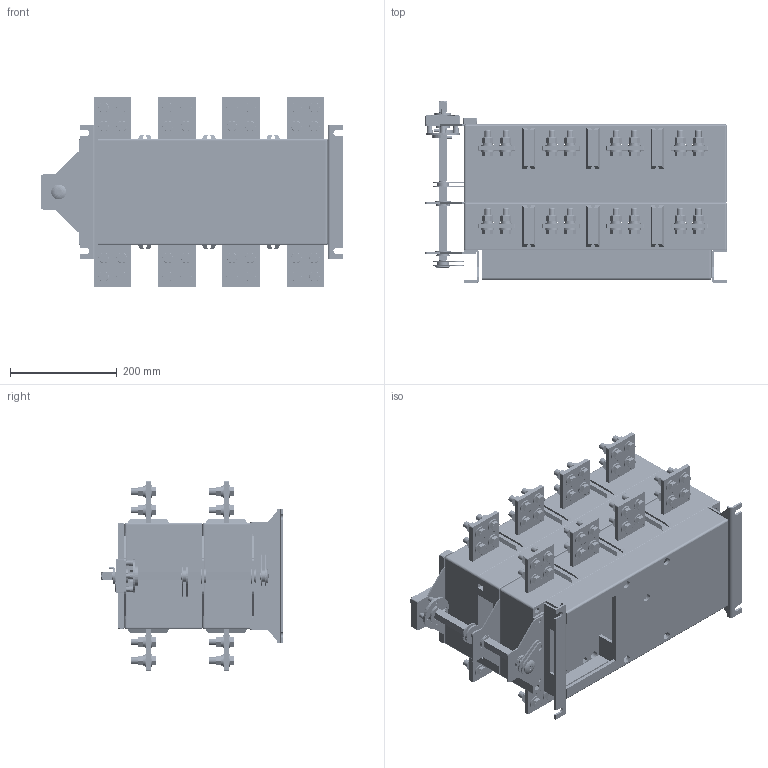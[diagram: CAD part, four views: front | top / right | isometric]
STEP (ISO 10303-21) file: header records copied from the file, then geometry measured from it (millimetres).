
FILE_DESCRIPTION (( 'STEP AP214' ), '1' );
FILE_NAME ('NH40_1250_蚾饜极.STEP', '2022-04-11T08:37:51', ( '' ), ( '' ), 'SwSTEP 2.0', 'SolidWorks 2016', '' );
FILE_SCHEMA (( 'AUTOMOTIVE_DESIGN' ));
Length unit declared in the file: millimetre
Products named in the file (25): 攫倛粟銅_630_2; NH40_1250_醱啣; NH40_1250_源粣种; NH40_1250_蟀裝啣; NH40_1250_遠倛杶; NH40_1250_源粣; NH40_1250_6脯; NH40_1250_源粣隅弇釱; NH40_1250_蚾饜极; NH40_1250_假蚾啣B; NH40_1250_盓殤; NH40_1250_5脯; NH40_1250_源粣杶; NH40_1250_盓殤B; plain washers--product grade c gb_GB_FASTENER_WASHER_SMWC 12; hex nuts, style 1-grades ab gb_GB_FASTENER_NUT_SNAB1 M12-N; NH40_1250_1脯_2; NH40_1250_ 噙揖芛蚾饜极; NH40_1250_4脯; NH40_1250_硌渀; NH40_1250_ 噙揖芛; hex head bolts-full thread grade c gb_GB_FASTENER_BOLT_HHBFTC M12X40-N; NH40_1250_假蚾啣; NH40_1250_酗源輸; spring lock washers--normal type gb_GB_FASTENER_WASHER_SW 12
Assembly tree (65 placements, depth 3):
  NH40_1250_蚾饜极
    NH40_1250_6脯  x2
    NH40_1250_5脯  x2
    NH40_1250_4脯
    NH40_1250_1脯_2
    NH40_1250_假蚾啣
    NH40_1250_假蚾啣B
    NH40_1250_盓殤  x2
    NH40_1250_ 噙揖芛蚾饜极  x16
      NH40_1250_ 噙揖芛
      plain washers--product grade c gb_GB_FASTENER_WASHER_SMWC 12
      spring lock washers--normal type gb_GB_FASTENER_WASHER_SW 12
      hex head bolts-full thread grade c gb_GB_FASTENER_BOLT_HHBFTC M12X40-N
      hex nuts, style 1-grades ab gb_GB_FASTENER_NUT_SNAB1 M12-N
    NH40_1250_源粣
    NH40_1250_源粣杶  x3
    NH40_1250_源粣隅弇釱
    NH40_1250_醱啣
    NH40_1250_盓殤B
    NH40_1250_硌渀
    NH40_1250_蟀裝啣  x4
    NH40_1250_遠倛杶  x2
    NH40_1250_酗源輸
    攫倛粟銅_630_2
    NH40_1250_源粣种  x2
Bounding box: 565 x 339.6 x 356.1 mm (x, y, z)
Volume: 19640709.7 mm3; surface area: 2616522.8 mm2
Topology: 364 solids, 364 shells, 6515 faces, 15329 edges, 9840 vertices
Faces by surface type: plane 3221, cylinder 2002, cone 1170, bspline 96, torus 16, sphere 10
Entity records: 49080 total; most frequent: CARTESIAN_POINT 11611, ORIENTED_EDGE 7452, DIRECTION 7374, EDGE_CURVE 3726, LINE 2596, VECTOR 2596, VERTEX_POINT 2454, AXIS2_PLACEMENT_3D 2389
